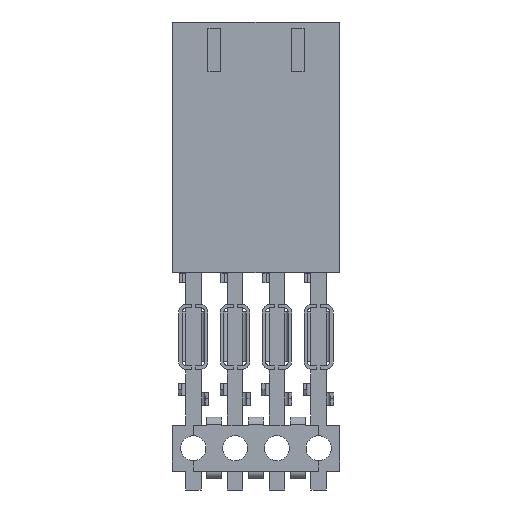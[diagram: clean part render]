
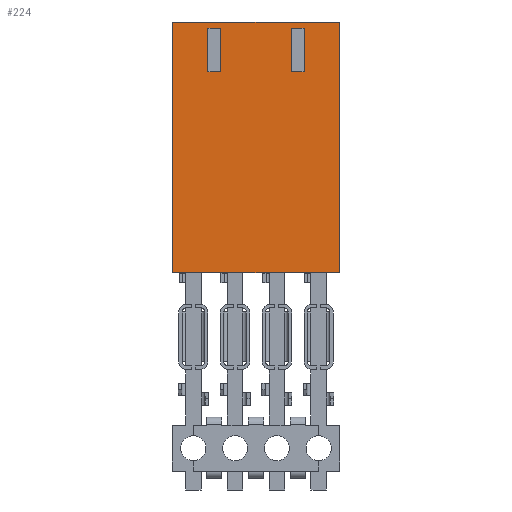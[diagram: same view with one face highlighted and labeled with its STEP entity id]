
A CAD part, front view. The second image highlights one B-rep face of the part: STEP entity #224.
In plain terms, the highlighted planar face has unit normal (0, -1, 0).
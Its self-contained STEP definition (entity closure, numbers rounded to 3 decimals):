
#22 = VERTEX_POINT('',#23);
#23 = CARTESIAN_POINT('',(-5.055,-1.245,0.));
#40 = VERTEX_POINT('',#41);
#41 = CARTESIAN_POINT('',(5.055,-1.245,0.));
#47 = EDGE_CURVE('',#40,#22,#48,.T.);
#48 = LINE('',#49,#50);
#49 = CARTESIAN_POINT('',(5.055,-1.245,0.));
#50 = VECTOR('',#51,1.);
#51 = DIRECTION('',(-1.,0.,0.));
#198 = EDGE_CURVE('',#22,#199,#201,.T.);
#199 = VERTEX_POINT('',#200);
#200 = CARTESIAN_POINT('',(-5.055,-1.245,-15.24));
#201 = LINE('',#202,#203);
#202 = CARTESIAN_POINT('',(-5.055,-1.245,0.));
#203 = VECTOR('',#204,1.);
#204 = DIRECTION('',(0.,0.,-1.));
#224 = ADVANCED_FACE('',(#225,#243,#277),#311,.T.);
#225 = FACE_BOUND('',#226,.F.);
#226 = EDGE_LOOP('',(#227,#228,#236,#242));
#227 = ORIENTED_EDGE('',*,*,#47,.F.);
#228 = ORIENTED_EDGE('',*,*,#229,.T.);
#229 = EDGE_CURVE('',#40,#230,#232,.T.);
#230 = VERTEX_POINT('',#231);
#231 = CARTESIAN_POINT('',(5.055,-1.245,-15.24));
#232 = LINE('',#233,#234);
#233 = CARTESIAN_POINT('',(5.055,-1.245,0.));
#234 = VECTOR('',#235,1.);
#235 = DIRECTION('',(0.,0.,-1.));
#236 = ORIENTED_EDGE('',*,*,#237,.T.);
#237 = EDGE_CURVE('',#230,#199,#238,.T.);
#238 = LINE('',#239,#240);
#239 = CARTESIAN_POINT('',(5.055,-1.245,-15.24));
#240 = VECTOR('',#241,1.);
#241 = DIRECTION('',(-1.,0.,0.));
#242 = ORIENTED_EDGE('',*,*,#198,.F.);
#243 = FACE_BOUND('',#244,.F.);
#244 = EDGE_LOOP('',(#245,#255,#263,#271));
#245 = ORIENTED_EDGE('',*,*,#246,.F.);
#246 = EDGE_CURVE('',#247,#249,#251,.T.);
#247 = VERTEX_POINT('',#248);
#248 = CARTESIAN_POINT('',(-2.921,-1.245,-0.381));
#249 = VERTEX_POINT('',#250);
#250 = CARTESIAN_POINT('',(-2.159,-1.245,-0.381));
#251 = LINE('',#252,#253);
#252 = CARTESIAN_POINT('',(-2.921,-1.245,-0.381));
#253 = VECTOR('',#254,1.);
#254 = DIRECTION('',(1.,0.,0.));
#255 = ORIENTED_EDGE('',*,*,#256,.F.);
#256 = EDGE_CURVE('',#257,#247,#259,.T.);
#257 = VERTEX_POINT('',#258);
#258 = CARTESIAN_POINT('',(-2.921,-1.245,-3.023));
#259 = LINE('',#260,#261);
#260 = CARTESIAN_POINT('',(-2.921,-1.245,-3.023));
#261 = VECTOR('',#262,1.);
#262 = DIRECTION('',(0.,0.,1.));
#263 = ORIENTED_EDGE('',*,*,#264,.T.);
#264 = EDGE_CURVE('',#257,#265,#267,.T.);
#265 = VERTEX_POINT('',#266);
#266 = CARTESIAN_POINT('',(-2.159,-1.245,-3.023));
#267 = LINE('',#268,#269);
#268 = CARTESIAN_POINT('',(-2.921,-1.245,-3.023));
#269 = VECTOR('',#270,1.);
#270 = DIRECTION('',(1.,0.,0.));
#271 = ORIENTED_EDGE('',*,*,#272,.T.);
#272 = EDGE_CURVE('',#265,#249,#273,.T.);
#273 = LINE('',#274,#275);
#274 = CARTESIAN_POINT('',(-2.159,-1.245,-3.023));
#275 = VECTOR('',#276,1.);
#276 = DIRECTION('',(0.,0.,1.));
#277 = FACE_BOUND('',#278,.F.);
#278 = EDGE_LOOP('',(#279,#289,#297,#305));
#279 = ORIENTED_EDGE('',*,*,#280,.F.);
#280 = EDGE_CURVE('',#281,#283,#285,.T.);
#281 = VERTEX_POINT('',#282);
#282 = CARTESIAN_POINT('',(2.159,-1.245,-0.381));
#283 = VERTEX_POINT('',#284);
#284 = CARTESIAN_POINT('',(2.921,-1.245,-0.381));
#285 = LINE('',#286,#287);
#286 = CARTESIAN_POINT('',(2.159,-1.245,-0.381));
#287 = VECTOR('',#288,1.);
#288 = DIRECTION('',(1.,0.,0.));
#289 = ORIENTED_EDGE('',*,*,#290,.F.);
#290 = EDGE_CURVE('',#291,#281,#293,.T.);
#291 = VERTEX_POINT('',#292);
#292 = CARTESIAN_POINT('',(2.159,-1.245,-3.023));
#293 = LINE('',#294,#295);
#294 = CARTESIAN_POINT('',(2.159,-1.245,-3.023));
#295 = VECTOR('',#296,1.);
#296 = DIRECTION('',(0.,0.,1.));
#297 = ORIENTED_EDGE('',*,*,#298,.T.);
#298 = EDGE_CURVE('',#291,#299,#301,.T.);
#299 = VERTEX_POINT('',#300);
#300 = CARTESIAN_POINT('',(2.921,-1.245,-3.023));
#301 = LINE('',#302,#303);
#302 = CARTESIAN_POINT('',(2.159,-1.245,-3.023));
#303 = VECTOR('',#304,1.);
#304 = DIRECTION('',(1.,0.,0.));
#305 = ORIENTED_EDGE('',*,*,#306,.T.);
#306 = EDGE_CURVE('',#299,#283,#307,.T.);
#307 = LINE('',#308,#309);
#308 = CARTESIAN_POINT('',(2.921,-1.245,-3.023));
#309 = VECTOR('',#310,1.);
#310 = DIRECTION('',(0.,0.,1.));
#311 = PLANE('',#312);
#312 = AXIS2_PLACEMENT_3D('',#313,#314,#315);
#313 = CARTESIAN_POINT('',(5.055,-1.245,0.));
#314 = DIRECTION('',(0.,-1.,0.));
#315 = DIRECTION('',(-1.,0.,0.));
